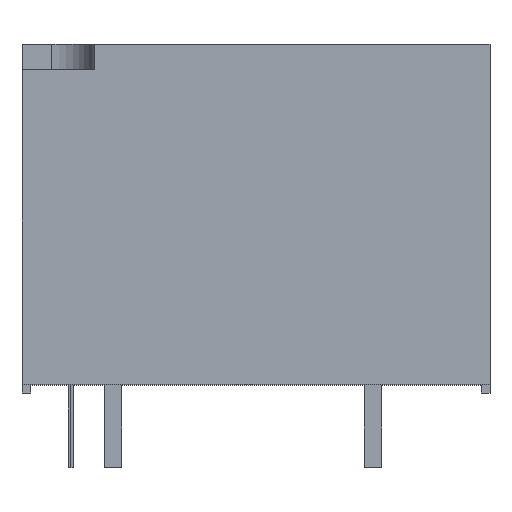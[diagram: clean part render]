
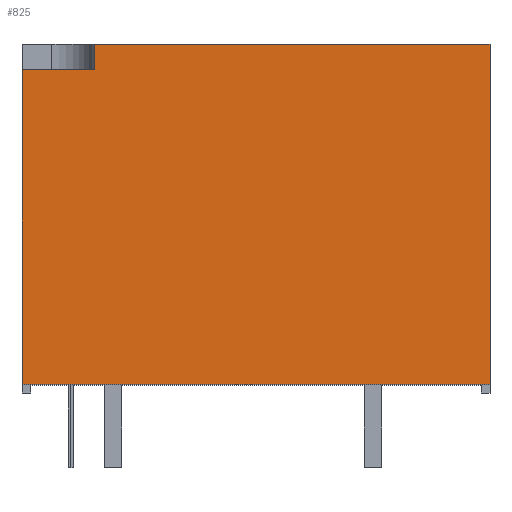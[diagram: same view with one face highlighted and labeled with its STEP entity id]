
A CAD part, top view. The second image highlights one B-rep face of the part: STEP entity #825.
In plain terms, the highlighted planar face has unit normal (0, 0, 1).
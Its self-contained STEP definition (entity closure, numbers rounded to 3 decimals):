
#2 = EDGE_CURVE ( 'NONE', #41, #1390, #1576, .T. ) ;
#41 = VERTEX_POINT ( 'NONE', #776 ) ;
#111 = VERTEX_POINT ( 'NONE', #2809 ) ;
#174 = DIRECTION ( 'NONE',  ( 0., -1., 0. ) ) ;
#180 = VECTOR ( 'NONE', #1872, 1000. ) ;
#331 = VERTEX_POINT ( 'NONE', #351 ) ;
#341 = CARTESIAN_POINT ( 'NONE',  ( 0., 16., 8. ) ) ;
#350 = VECTOR ( 'NONE', #174, 1000. ) ;
#351 = CARTESIAN_POINT ( 'NONE',  ( -11., 0., 8. ) ) ;
#352 = VECTOR ( 'NONE', #653, 1000. ) ;
#428 = VERTEX_POINT ( 'NONE', #2603 ) ;
#433 = DIRECTION ( 'NONE',  ( 0., 1., 0. ) ) ;
#607 = VECTOR ( 'NONE', #1544, 1000. ) ;
#632 = CARTESIAN_POINT ( 'NONE',  ( -11., 16., 8. ) ) ;
#653 = DIRECTION ( 'NONE',  ( -1., 0., 0. ) ) ;
#660 = CARTESIAN_POINT ( 'NONE',  ( -7.6, 14.8, 8. ) ) ;
#689 = LINE ( 'NONE', #660, #607 ) ;
#766 = CARTESIAN_POINT ( 'NONE',  ( -11., 14.8, 8. ) ) ;
#776 = CARTESIAN_POINT ( 'NONE',  ( -11., 14.8, 8. ) ) ;
#825 = ADVANCED_FACE ( 'NONE', ( #1553 ), #2733, .F. ) ;
#922 = EDGE_LOOP ( 'NONE', ( #2850, #1864, #2228, #1082, #1055, #1158 ) ) ;
#977 = DIRECTION ( 'NONE',  ( 0., 0., -1. ) ) ;
#1010 = LINE ( 'NONE', #2180, #2623 ) ;
#1055 = ORIENTED_EDGE ( 'NONE', *, *, #2431, .T. ) ;
#1082 = ORIENTED_EDGE ( 'NONE', *, *, #1403, .F. ) ;
#1115 = EDGE_CURVE ( 'NONE', #2884, #1390, #689, .T. ) ;
#1158 = ORIENTED_EDGE ( 'NONE', *, *, #2730, .T. ) ;
#1272 = CARTESIAN_POINT ( 'NONE',  ( -7.6, 16., 8. ) ) ;
#1390 = VERTEX_POINT ( 'NONE', #2917 ) ;
#1403 = EDGE_CURVE ( 'NONE', #428, #331, #2629, .T. ) ;
#1544 = DIRECTION ( 'NONE',  ( 0., -1., 0. ) ) ;
#1553 = FACE_OUTER_BOUND ( 'NONE', #922, .T. ) ;
#1563 = LINE ( 'NONE', #341, #2091 ) ;
#1576 = LINE ( 'NONE', #766, #180 ) ;
#1696 = EDGE_CURVE ( 'NONE', #41, #331, #2058, .T. ) ;
#1864 = ORIENTED_EDGE ( 'NONE', *, *, #2, .F. ) ;
#1872 = DIRECTION ( 'NONE',  ( 1., 0., 0. ) ) ;
#2008 = AXIS2_PLACEMENT_3D ( 'NONE', #2285, #977, #2280 ) ;
#2058 = LINE ( 'NONE', #632, #350 ) ;
#2091 = VECTOR ( 'NONE', #2578, 1000. ) ;
#2180 = CARTESIAN_POINT ( 'NONE',  ( 11., 16., 8. ) ) ;
#2228 = ORIENTED_EDGE ( 'NONE', *, *, #1696, .T. ) ;
#2280 = DIRECTION ( 'NONE',  ( -1., 0., 0. ) ) ;
#2285 = CARTESIAN_POINT ( 'NONE',  ( -11., 16., 8. ) ) ;
#2431 = EDGE_CURVE ( 'NONE', #428, #111, #1010, .T. ) ;
#2578 = DIRECTION ( 'NONE',  ( -1., 0., 0. ) ) ;
#2603 = CARTESIAN_POINT ( 'NONE',  ( 11., 0., 8. ) ) ;
#2623 = VECTOR ( 'NONE', #433, 1000. ) ;
#2629 = LINE ( 'NONE', #2680, #352 ) ;
#2680 = CARTESIAN_POINT ( 'NONE',  ( 0., 0., 8. ) ) ;
#2730 = EDGE_CURVE ( 'NONE', #111, #2884, #1563, .T. ) ;
#2733 = PLANE ( 'NONE',  #2008 ) ;
#2809 = CARTESIAN_POINT ( 'NONE',  ( 11., 16., 8. ) ) ;
#2850 = ORIENTED_EDGE ( 'NONE', *, *, #1115, .T. ) ;
#2884 = VERTEX_POINT ( 'NONE', #1272 ) ;
#2917 = CARTESIAN_POINT ( 'NONE',  ( -7.6, 14.8, 8. ) ) ;
